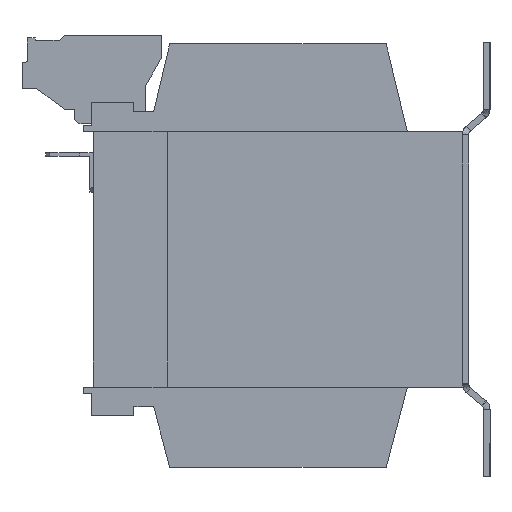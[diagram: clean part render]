
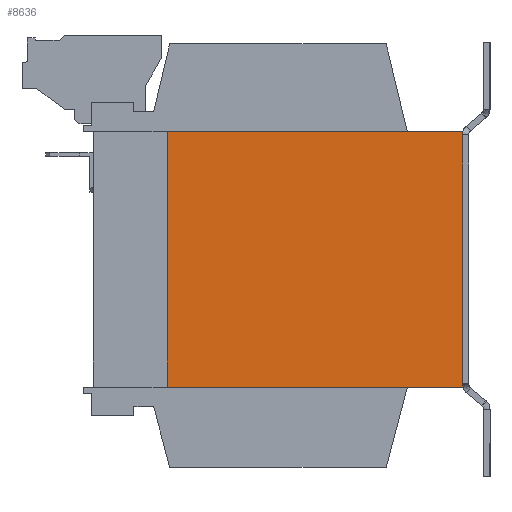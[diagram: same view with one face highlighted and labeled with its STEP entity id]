
A CAD part, left-side view. The second image highlights one B-rep face of the part: STEP entity #8636.
In plain terms, the highlighted planar face has unit normal (-1, 0, 0).
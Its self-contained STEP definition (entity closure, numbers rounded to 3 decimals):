
#408 = ORIENTED_EDGE ( 'NONE', *, *, #7507, .F. ) ;
#415 = LINE ( 'NONE', #5202, #6556 ) ;
#461 = DIRECTION ( 'NONE',  ( 0., 0., -1. ) ) ;
#667 = ORIENTED_EDGE ( 'NONE', *, *, #3022, .F. ) ;
#1173 = DIRECTION ( 'NONE',  ( 0., 1., 0. ) ) ;
#1389 = VERTEX_POINT ( 'NONE', #5032 ) ;
#1541 = VECTOR ( 'NONE', #461, 1000. ) ;
#1635 = EDGE_CURVE ( 'Defeature ausgef�hrt1_131+Defeature ausgef�hrt1_123+Defeature ausgef�hrt1_137+Defeature ausgef�hrt1_137', #6680, #1971, #6115, .T. ) ;
#1676 = VECTOR ( 'NONE', #7783, 1000. ) ;
#1971 = VERTEX_POINT ( 'NONE', #7018 ) ;
#1981 = LINE ( 'NONE', #4668, #1541 ) ;
#2201 = CARTESIAN_POINT ( 'NONE',  ( -52.5, -43.75, -29.5 ) ) ;
#2373 = ORIENTED_EDGE ( 'NONE', *, *, #4472, .T. ) ;
#2492 = DIRECTION ( 'NONE',  ( 0., -1., 0. ) ) ;
#2558 = DIRECTION ( 'NONE',  ( 0., 0., 1. ) ) ;
#2648 = CARTESIAN_POINT ( 'NONE',  ( -52.5, -43.75, -51.5 ) ) ;
#2804 = VECTOR ( 'NONE', #2823, 1000. ) ;
#2823 = DIRECTION ( 'NONE',  ( 0., -1., 0. ) ) ;
#2841 = VERTEX_POINT ( 'NONE', #7525 ) ;
#3022 = EDGE_CURVE ( 'Defeature ausgef�hrt1_128+Defeature ausgef�hrt1_131+Defeature ausgef�hrt1_132+Defeature ausgef�hrt1_137', #7085, #1389, #6932, .T. ) ;
#3308 = EDGE_LOOP ( 'NONE', ( #4139, #7374, #7448, #408, #667, #2373 ) ) ;
#3705 = VECTOR ( 'NONE', #2558, 1000. ) ;
#3880 = CARTESIAN_POINT ( 'NONE',  ( -52.5, -43.75, 30.25 ) ) ;
#4139 = ORIENTED_EDGE ( 'NONE', *, *, #7404, .T. ) ;
#4472 = EDGE_CURVE ( 'Defeature ausgef�hrt1_131+Defeature ausgef�hrt1_132+Defeature ausgef�hrt1_128+Defeature ausgef�hrt1_127', #7085, #7354, #1981, .T. ) ;
#4608 = DIRECTION ( 'NONE',  ( 1., 0., 0. ) ) ;
#4668 = CARTESIAN_POINT ( 'NONE',  ( -52.5, 26.25, 30.25 ) ) ;
#4845 = FACE_OUTER_BOUND ( 'NONE', #3308, .T. ) ;
#4972 = CARTESIAN_POINT ( 'NONE',  ( -52.5, 0., 30.25 ) ) ;
#5024 = CARTESIAN_POINT ( 'NONE',  ( -52.5, 26.25, -30.25 ) ) ;
#5032 = CARTESIAN_POINT ( 'NONE',  ( -52.5, -43.75, 30.25 ) ) ;
#5055 = DIRECTION ( 'NONE',  ( 0., 0., -1. ) ) ;
#5202 = CARTESIAN_POINT ( 'NONE',  ( -52.5, 0., -30.25 ) ) ;
#5249 = VECTOR ( 'NONE', #5055, 1000. ) ;
#5351 = CARTESIAN_POINT ( 'NONE',  ( -52.5, 26.25, 30.25 ) ) ;
#5585 = EDGE_CURVE ( 'Defeature ausgef�hrt1_137+Defeature ausgef�hrt1_131+Defeature ausgef�hrt1_118+Defeature ausgef�hrt1_127', #6680, #2841, #6823, .T. ) ;
#6033 = AXIS2_PLACEMENT_3D ( 'NONE', #7227, #4608, #1173 ) ;
#6115 = LINE ( 'NONE', #2648, #3705 ) ;
#6555 = PLANE ( 'NONE',  #6033 ) ;
#6556 = VECTOR ( 'NONE', #2492, 1000. ) ;
#6680 = VERTEX_POINT ( 'NONE', #2201 ) ;
#6823 = LINE ( 'NONE', #8434, #5249 ) ;
#6932 = LINE ( 'NONE', #4972, #2804 ) ;
#7018 = CARTESIAN_POINT ( 'NONE',  ( -52.5, -43.75, 29.5 ) ) ;
#7085 = VERTEX_POINT ( 'NONE', #5351 ) ;
#7183 = LINE ( 'NONE', #3880, #1676 ) ;
#7227 = CARTESIAN_POINT ( 'NONE',  ( -52.5, 0., 30.25 ) ) ;
#7354 = VERTEX_POINT ( 'NONE', #5024 ) ;
#7374 = ORIENTED_EDGE ( 'NONE', *, *, #5585, .F. ) ;
#7404 = EDGE_CURVE ( 'Defeature ausgef�hrt1_131+Defeature ausgef�hrt1_127+Defeature ausgef�hrt1_132+Defeature ausgef�hrt1_137', #7354, #2841, #415, .T. ) ;
#7448 = ORIENTED_EDGE ( 'NONE', *, *, #1635, .T. ) ;
#7507 = EDGE_CURVE ( 'Defeature ausgef�hrt1_137+Defeature ausgef�hrt1_131+Defeature ausgef�hrt1_128+Defeature ausgef�hrt1_117', #1389, #1971, #7183, .T. ) ;
#7525 = CARTESIAN_POINT ( 'NONE',  ( -52.5, -43.75, -30.25 ) ) ;
#7783 = DIRECTION ( 'NONE',  ( 0., 0., -1. ) ) ;
#8434 = CARTESIAN_POINT ( 'NONE',  ( -52.5, -43.75, 30.25 ) ) ;
#8636 = ADVANCED_FACE ( 'Defeature ausgef�hrt1_131', ( #4845 ), #6555, .F. ) ;
